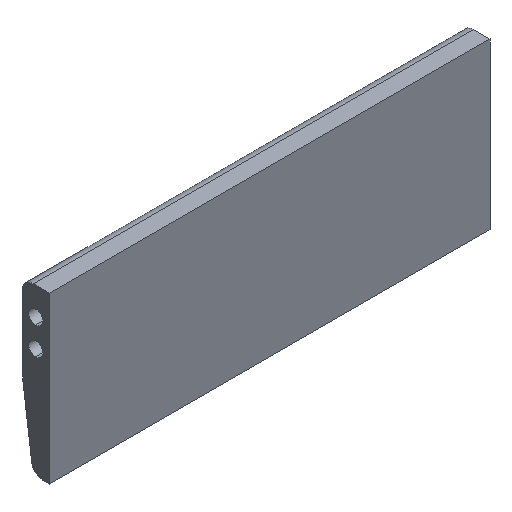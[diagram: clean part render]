
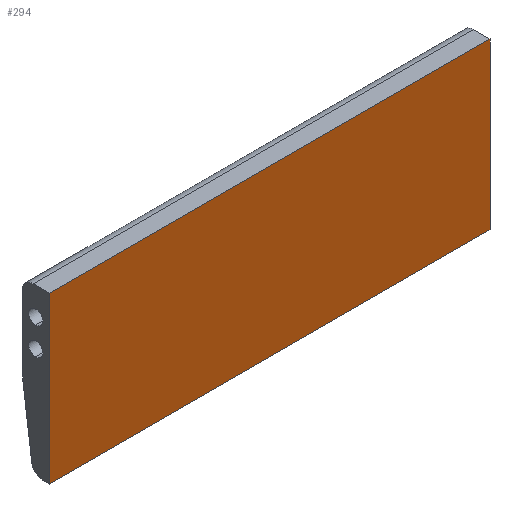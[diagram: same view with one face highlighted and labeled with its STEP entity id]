
A CAD part, isometric view. The second image highlights one B-rep face of the part: STEP entity #294.
In plain terms, the highlighted planar face has unit normal (0, -1, 0).
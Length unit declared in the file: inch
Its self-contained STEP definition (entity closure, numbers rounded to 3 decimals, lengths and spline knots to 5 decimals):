
#1=DIRECTION('',(0.,0.,1.));
#2=VECTOR('',#1,1.5);
#3=CARTESIAN_POINT('',(0.,0.,0.));
#4=LINE('',#3,#2);
#5=DIRECTION('',(1.,0.,0.));
#6=VECTOR('',#5,4.);
#7=CARTESIAN_POINT('',(0.,0.,1.5));
#8=LINE('',#7,#6);
#9=DIRECTION('',(0.,0.,-1.));
#10=VECTOR('',#9,1.5);
#11=CARTESIAN_POINT('',(4.,0.,1.5));
#12=LINE('',#11,#10);
#13=DIRECTION('',(-1.,0.,0.));
#14=VECTOR('',#13,4.);
#15=CARTESIAN_POINT('',(4.,0.,0.));
#16=LINE('',#15,#14);
#215=CARTESIAN_POINT('',(0.,0.,0.));
#216=CARTESIAN_POINT('',(0.,0.,1.5));
#217=VERTEX_POINT('',#215);
#218=VERTEX_POINT('',#216);
#219=CARTESIAN_POINT('',(4.,0.,1.5));
#220=VERTEX_POINT('',#219);
#221=CARTESIAN_POINT('',(4.,0.,0.));
#222=VERTEX_POINT('',#221);
#279=CARTESIAN_POINT('',(0.,0.,0.));
#280=DIRECTION('',(0.,1.,0.));
#281=DIRECTION('',(1.,0.,0.));
#282=AXIS2_PLACEMENT_3D('',#279,#280,#281);
#283=PLANE('',#282);
#285=ORIENTED_EDGE('',*,*,#284,.T.);
#287=ORIENTED_EDGE('',*,*,#286,.T.);
#289=ORIENTED_EDGE('',*,*,#288,.T.);
#291=ORIENTED_EDGE('',*,*,#290,.T.);
#292=EDGE_LOOP('',(#285,#287,#289,#291));
#293=FACE_OUTER_BOUND('',#292,.F.);
#294=ADVANCED_FACE('',(#293),#283,.F.);
#284=EDGE_CURVE('',#217,#218,#4,.T.);
#286=EDGE_CURVE('',#218,#220,#8,.T.);
#288=EDGE_CURVE('',#220,#222,#12,.T.);
#290=EDGE_CURVE('',#222,#217,#16,.T.);
